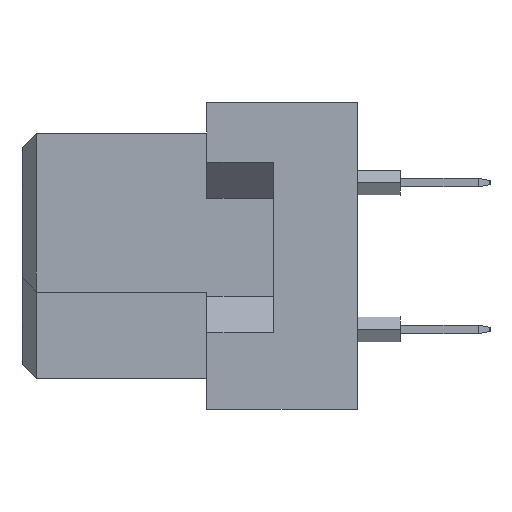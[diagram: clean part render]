
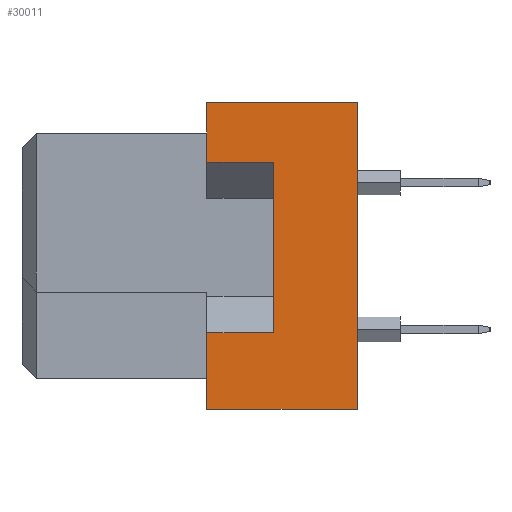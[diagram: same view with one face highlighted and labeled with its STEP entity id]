
A CAD part, left-side view. The second image highlights one B-rep face of the part: STEP entity #30011.
In plain terms, the highlighted planar face has unit normal (-1, 0, 0).
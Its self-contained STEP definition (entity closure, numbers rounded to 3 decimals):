
#114 = VECTOR ( 'NONE', #11907, 1000. ) ;
#317 = ORIENTED_EDGE ( 'NONE', *, *, #34198, .F. ) ;
#646 = ORIENTED_EDGE ( 'NONE', *, *, #831, .F. ) ;
#831 = EDGE_CURVE ( 'NONE', #28725, #23070, #1775, .T. ) ;
#1190 = VERTEX_POINT ( 'NONE', #37722 ) ;
#1317 = CARTESIAN_POINT ( 'NONE',  ( -47.5, -6.4, -2.65 ) ) ;
#1775 = LINE ( 'NONE', #11549, #27921 ) ;
#3665 = VERTEX_POINT ( 'NONE', #32872 ) ;
#4129 = CARTESIAN_POINT ( 'NONE',  ( -47.5, -8.7, 3.25 ) ) ;
#4416 = LINE ( 'NONE', #18998, #29957 ) ;
#4936 = CARTESIAN_POINT ( 'NONE',  ( -47.5, -11.6, 5.3 ) ) ;
#5261 = VERTEX_POINT ( 'NONE', #36174 ) ;
#9259 = CARTESIAN_POINT ( 'NONE',  ( -47.5, -6.4, -5.3 ) ) ;
#9931 = DIRECTION ( 'NONE',  ( 0., 0., 1. ) ) ;
#11549 = CARTESIAN_POINT ( 'NONE',  ( -47.5, -6.4, -5.3 ) ) ;
#11907 = DIRECTION ( 'NONE',  ( 0., 1., 0. ) ) ;
#12054 = CARTESIAN_POINT ( 'NONE',  ( -47.5, -6.4, 5.3 ) ) ;
#12164 = DIRECTION ( 'NONE',  ( -1., 0., 0. ) ) ;
#12533 = CARTESIAN_POINT ( 'NONE',  ( -47.5, -8.7, -2.65 ) ) ;
#12703 = EDGE_CURVE ( 'NONE', #3665, #16850, #17659, .T. ) ;
#12744 = VECTOR ( 'NONE', #17096, 1000. ) ;
#13285 = ORIENTED_EDGE ( 'NONE', *, *, #38832, .T. ) ;
#13484 = VECTOR ( 'NONE', #27613, 1000. ) ;
#14730 = CARTESIAN_POINT ( 'NONE',  ( -47.5, -11.6, 5.3 ) ) ;
#14935 = EDGE_CURVE ( 'NONE', #3665, #1190, #4416, .T. ) ;
#15900 = EDGE_CURVE ( 'NONE', #37841, #23070, #20778, .T. ) ;
#16776 = ORIENTED_EDGE ( 'NONE', *, *, #15900, .T. ) ;
#16850 = VERTEX_POINT ( 'NONE', #1317 ) ;
#16951 = DIRECTION ( 'NONE',  ( 0., 0., 1. ) ) ;
#17096 = DIRECTION ( 'NONE',  ( 0., 1., 0. ) ) ;
#17659 = LINE ( 'NONE', #12533, #21656 ) ;
#17889 = DIRECTION ( 'NONE',  ( 0., 0., 1. ) ) ;
#17922 = VECTOR ( 'NONE', #33687, 1000. ) ;
#18025 = CARTESIAN_POINT ( 'NONE',  ( -47.5, -6.4, -5.3 ) ) ;
#18478 = FACE_OUTER_BOUND ( 'NONE', #23445, .T. ) ;
#18998 = CARTESIAN_POINT ( 'NONE',  ( -47.5, -8.7, -2.65 ) ) ;
#19065 = EDGE_CURVE ( 'NONE', #5261, #35220, #27963, .T. ) ;
#19897 = CARTESIAN_POINT ( 'NONE',  ( -47.5, -6.4, 3.25 ) ) ;
#20778 = LINE ( 'NONE', #26292, #114 ) ;
#21656 = VECTOR ( 'NONE', #33040, 1000. ) ;
#22780 = AXIS2_PLACEMENT_3D ( 'NONE', #14730, #12164, #17889 ) ;
#23070 = VERTEX_POINT ( 'NONE', #12054 ) ;
#23445 = EDGE_LOOP ( 'NONE', ( #38465, #26352, #33892, #13285, #16776, #646, #317, #31709 ) ) ;
#23969 = DIRECTION ( 'NONE',  ( 0., 0., 1. ) ) ;
#25412 = EDGE_CURVE ( 'NONE', #35220, #16850, #35932, .T. ) ;
#25764 = LINE ( 'NONE', #4129, #12744 ) ;
#25995 = LINE ( 'NONE', #4936, #36232 ) ;
#26292 = CARTESIAN_POINT ( 'NONE',  ( -47.5, -11.6, 5.3 ) ) ;
#26352 = ORIENTED_EDGE ( 'NONE', *, *, #25412, .F. ) ;
#27613 = DIRECTION ( 'NONE',  ( 0., 0., 1. ) ) ;
#27921 = VECTOR ( 'NONE', #23969, 1000. ) ;
#27963 = LINE ( 'NONE', #33490, #17922 ) ;
#28725 = VERTEX_POINT ( 'NONE', #19897 ) ;
#29957 = VECTOR ( 'NONE', #9931, 1000. ) ;
#30011 = ADVANCED_FACE ( 'NONE', ( #18478 ), #36206, .T. ) ;
#31709 = ORIENTED_EDGE ( 'NONE', *, *, #14935, .F. ) ;
#32872 = CARTESIAN_POINT ( 'NONE',  ( -47.5, -8.7, -2.65 ) ) ;
#33040 = DIRECTION ( 'NONE',  ( 0., 1., 0. ) ) ;
#33490 = CARTESIAN_POINT ( 'NONE',  ( -47.5, -11.6, -5.3 ) ) ;
#33687 = DIRECTION ( 'NONE',  ( 0., 1., 0. ) ) ;
#33892 = ORIENTED_EDGE ( 'NONE', *, *, #19065, .F. ) ;
#34052 = CARTESIAN_POINT ( 'NONE',  ( -47.5, -11.6, 5.3 ) ) ;
#34198 = EDGE_CURVE ( 'NONE', #1190, #28725, #25764, .T. ) ;
#35220 = VERTEX_POINT ( 'NONE', #9259 ) ;
#35932 = LINE ( 'NONE', #18025, #13484 ) ;
#36174 = CARTESIAN_POINT ( 'NONE',  ( -47.5, -11.6, -5.3 ) ) ;
#36206 = PLANE ( 'NONE',  #22780 ) ;
#36232 = VECTOR ( 'NONE', #16951, 1000. ) ;
#37722 = CARTESIAN_POINT ( 'NONE',  ( -47.5, -8.7, 3.25 ) ) ;
#37841 = VERTEX_POINT ( 'NONE', #34052 ) ;
#38465 = ORIENTED_EDGE ( 'NONE', *, *, #12703, .T. ) ;
#38832 = EDGE_CURVE ( 'NONE', #5261, #37841, #25995, .T. ) ;
